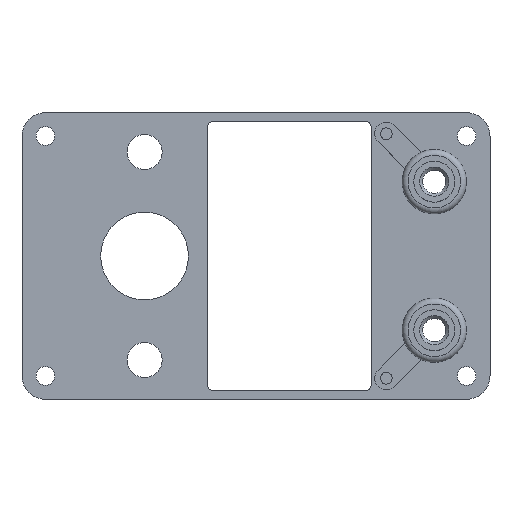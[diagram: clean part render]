
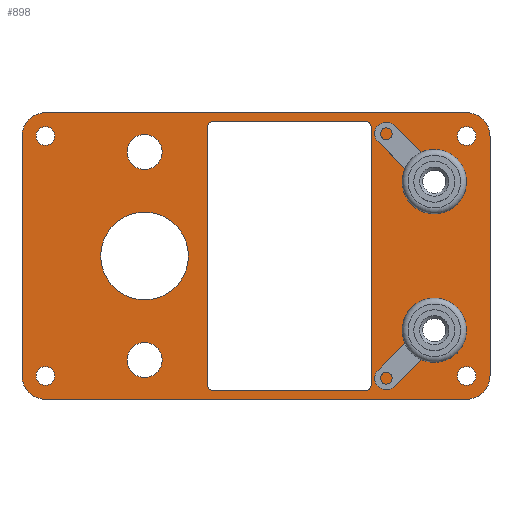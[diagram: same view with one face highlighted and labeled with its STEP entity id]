
A CAD part, top view. The second image highlights one B-rep face of the part: STEP entity #898.
In plain terms, the highlighted planar face has unit normal (0, 0, 1).
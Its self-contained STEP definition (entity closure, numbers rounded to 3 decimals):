
#43 = VERTEX_POINT('',#44);
#44 = CARTESIAN_POINT('',(-40.,-20.5,0.));
#50 = EDGE_CURVE('',#43,#51,#53,.T.);
#51 = VERTEX_POINT('',#52);
#52 = CARTESIAN_POINT('',(-40.,20.5,0.));
#53 = LINE('',#54,#55);
#54 = CARTESIAN_POINT('',(-40.,-20.5,0.));
#55 = VECTOR('',#56,1.);
#56 = DIRECTION('',(0.,1.,0.));
#81 = EDGE_CURVE('',#51,#82,#84,.T.);
#82 = VERTEX_POINT('',#83);
#83 = CARTESIAN_POINT('',(-36.,24.5,0.));
#84 = CIRCLE('',#85,4.001);
#85 = AXIS2_PLACEMENT_3D('',#86,#87,#88);
#86 = CARTESIAN_POINT('',(-35.999,20.499,0.));
#87 = DIRECTION('',(0.,0.,-1.));
#88 = DIRECTION('',(-1.,0.,0.));
#114 = EDGE_CURVE('',#82,#115,#117,.T.);
#115 = VERTEX_POINT('',#116);
#116 = CARTESIAN_POINT('',(36.,24.5,0.));
#117 = LINE('',#118,#119);
#118 = CARTESIAN_POINT('',(-36.,24.5,0.));
#119 = VECTOR('',#120,1.);
#120 = DIRECTION('',(1.,0.,0.));
#145 = EDGE_CURVE('',#115,#146,#148,.T.);
#146 = VERTEX_POINT('',#147);
#147 = CARTESIAN_POINT('',(40.,20.5,0.));
#148 = CIRCLE('',#149,4.001);
#149 = AXIS2_PLACEMENT_3D('',#150,#151,#152);
#150 = CARTESIAN_POINT('',(35.999,20.499,0.));
#151 = DIRECTION('',(0.,0.,-1.));
#152 = DIRECTION('',(0.,1.,0.));
#178 = EDGE_CURVE('',#146,#179,#181,.T.);
#179 = VERTEX_POINT('',#180);
#180 = CARTESIAN_POINT('',(40.,-20.5,0.));
#181 = LINE('',#182,#183);
#182 = CARTESIAN_POINT('',(40.,20.5,0.));
#183 = VECTOR('',#184,1.);
#184 = DIRECTION('',(0.,-1.,0.));
#209 = EDGE_CURVE('',#179,#210,#212,.T.);
#210 = VERTEX_POINT('',#211);
#211 = CARTESIAN_POINT('',(36.,-24.5,0.));
#212 = CIRCLE('',#213,4.001);
#213 = AXIS2_PLACEMENT_3D('',#214,#215,#216);
#214 = CARTESIAN_POINT('',(35.999,-20.499,0.));
#215 = DIRECTION('',(0.,0.,-1.));
#216 = DIRECTION('',(1.,0.,0.));
#242 = EDGE_CURVE('',#210,#243,#245,.T.);
#243 = VERTEX_POINT('',#244);
#244 = CARTESIAN_POINT('',(-36.,-24.5,0.));
#245 = LINE('',#246,#247);
#246 = CARTESIAN_POINT('',(36.,-24.5,0.));
#247 = VECTOR('',#248,1.);
#248 = DIRECTION('',(-1.,0.,0.));
#273 = EDGE_CURVE('',#243,#43,#274,.T.);
#274 = CIRCLE('',#275,4.001);
#275 = AXIS2_PLACEMENT_3D('',#276,#277,#278);
#276 = CARTESIAN_POINT('',(-35.999,-20.499,0.));
#277 = DIRECTION('',(0.,0.,-1.));
#278 = DIRECTION('',(0.,-1.,0.));
#299 = VERTEX_POINT('',#300);
#300 = CARTESIAN_POINT('',(-34.4,-20.5,0.));
#306 = EDGE_CURVE('',#299,#299,#307,.T.);
#307 = CIRCLE('',#308,1.6);
#308 = AXIS2_PLACEMENT_3D('',#309,#310,#311);
#309 = CARTESIAN_POINT('',(-36.,-20.5,0.));
#310 = DIRECTION('',(0.,0.,1.));
#311 = DIRECTION('',(1.,0.,0.));
#332 = VERTEX_POINT('',#333);
#333 = CARTESIAN_POINT('',(-16.05,-17.78,0.));
#339 = EDGE_CURVE('',#332,#332,#340,.T.);
#340 = CIRCLE('',#341,3.);
#341 = AXIS2_PLACEMENT_3D('',#342,#343,#344);
#342 = CARTESIAN_POINT('',(-19.05,-17.78,0.));
#343 = DIRECTION('',(0.,0.,1.));
#344 = DIRECTION('',(1.,0.,0.));
#365 = VERTEX_POINT('',#366);
#366 = CARTESIAN_POINT('',(-34.4,20.5,0.));
#372 = EDGE_CURVE('',#365,#365,#373,.T.);
#373 = CIRCLE('',#374,1.6);
#374 = AXIS2_PLACEMENT_3D('',#375,#376,#377);
#375 = CARTESIAN_POINT('',(-36.,20.5,0.));
#376 = DIRECTION('',(0.,0.,1.));
#377 = DIRECTION('',(1.,0.,0.));
#398 = VERTEX_POINT('',#399);
#399 = CARTESIAN_POINT('',(-11.55,0.,0.));
#405 = EDGE_CURVE('',#398,#398,#406,.T.);
#406 = CIRCLE('',#407,7.5);
#407 = AXIS2_PLACEMENT_3D('',#408,#409,#410);
#408 = CARTESIAN_POINT('',(-19.05,0.,0.));
#409 = DIRECTION('',(0.,0.,1.));
#410 = DIRECTION('',(1.,0.,0.));
#431 = VERTEX_POINT('',#432);
#432 = CARTESIAN_POINT('',(-16.05,17.78,0.));
#438 = EDGE_CURVE('',#431,#431,#439,.T.);
#439 = CIRCLE('',#440,3.);
#440 = AXIS2_PLACEMENT_3D('',#441,#442,#443);
#441 = CARTESIAN_POINT('',(-19.05,17.78,0.));
#442 = DIRECTION('',(0.,0.,1.));
#443 = DIRECTION('',(1.,0.,0.));
#464 = VERTEX_POINT('',#465);
#465 = CARTESIAN_POINT('',(-8.285,-22.,0.));
#471 = EDGE_CURVE('',#464,#472,#474,.T.);
#472 = VERTEX_POINT('',#473);
#473 = CARTESIAN_POINT('',(-8.285,22.,0.));
#474 = LINE('',#475,#476);
#475 = CARTESIAN_POINT('',(-8.285,-22.,0.));
#476 = VECTOR('',#477,1.);
#477 = DIRECTION('',(0.,1.,0.));
#502 = EDGE_CURVE('',#472,#503,#505,.T.);
#503 = VERTEX_POINT('',#504);
#504 = CARTESIAN_POINT('',(-7.285,23.,0.));
#505 = CIRCLE('',#506,1.);
#506 = AXIS2_PLACEMENT_3D('',#507,#508,#509);
#507 = CARTESIAN_POINT('',(-7.285,22.,0.));
#508 = DIRECTION('',(0.,0.,-1.));
#509 = DIRECTION('',(-1.,0.,0.));
#535 = EDGE_CURVE('',#503,#536,#538,.T.);
#536 = VERTEX_POINT('',#537);
#537 = CARTESIAN_POINT('',(18.715,23.,0.));
#538 = LINE('',#539,#540);
#539 = CARTESIAN_POINT('',(-7.285,23.,0.));
#540 = VECTOR('',#541,1.);
#541 = DIRECTION('',(1.,0.,0.));
#566 = EDGE_CURVE('',#536,#567,#569,.T.);
#567 = VERTEX_POINT('',#568);
#568 = CARTESIAN_POINT('',(19.715,22.,0.));
#569 = CIRCLE('',#570,1.);
#570 = AXIS2_PLACEMENT_3D('',#571,#572,#573);
#571 = CARTESIAN_POINT('',(18.715,22.,0.));
#572 = DIRECTION('',(0.,0.,-1.));
#573 = DIRECTION('',(0.,1.,0.));
#599 = EDGE_CURVE('',#567,#600,#602,.T.);
#600 = VERTEX_POINT('',#601);
#601 = CARTESIAN_POINT('',(19.715,-22.,0.));
#602 = LINE('',#603,#604);
#603 = CARTESIAN_POINT('',(19.715,22.,0.));
#604 = VECTOR('',#605,1.);
#605 = DIRECTION('',(0.,-1.,0.));
#630 = EDGE_CURVE('',#600,#631,#633,.T.);
#631 = VERTEX_POINT('',#632);
#632 = CARTESIAN_POINT('',(18.715,-23.,0.));
#633 = CIRCLE('',#634,1.);
#634 = AXIS2_PLACEMENT_3D('',#635,#636,#637);
#635 = CARTESIAN_POINT('',(18.715,-22.,0.));
#636 = DIRECTION('',(0.,0.,-1.));
#637 = DIRECTION('',(1.,0.,0.));
#663 = EDGE_CURVE('',#631,#664,#666,.T.);
#664 = VERTEX_POINT('',#665);
#665 = CARTESIAN_POINT('',(-7.285,-23.,0.));
#666 = LINE('',#667,#668);
#667 = CARTESIAN_POINT('',(18.715,-23.,0.));
#668 = VECTOR('',#669,1.);
#669 = DIRECTION('',(-1.,0.,0.));
#694 = EDGE_CURVE('',#664,#464,#695,.T.);
#695 = CIRCLE('',#696,1.);
#696 = AXIS2_PLACEMENT_3D('',#697,#698,#699);
#697 = CARTESIAN_POINT('',(-7.285,-22.,0.));
#698 = DIRECTION('',(0.,0.,-1.));
#699 = DIRECTION('',(0.,-1.,0.));
#720 = VERTEX_POINT('',#721);
#721 = CARTESIAN_POINT('',(37.6,-20.5,0.));
#727 = EDGE_CURVE('',#720,#720,#728,.T.);
#728 = CIRCLE('',#729,1.6);
#729 = AXIS2_PLACEMENT_3D('',#730,#731,#732);
#730 = CARTESIAN_POINT('',(36.,-20.5,0.));
#731 = DIRECTION('',(0.,0.,1.));
#732 = DIRECTION('',(1.,0.,0.));
#753 = VERTEX_POINT('',#754);
#754 = CARTESIAN_POINT('',(34.23,-12.7,0.));
#760 = EDGE_CURVE('',#753,#753,#761,.T.);
#761 = CIRCLE('',#762,3.75);
#762 = AXIS2_PLACEMENT_3D('',#763,#764,#765);
#763 = CARTESIAN_POINT('',(30.48,-12.7,0.));
#764 = DIRECTION('',(0.,0.,1.));
#765 = DIRECTION('',(1.,0.,0.));
#786 = VERTEX_POINT('',#787);
#787 = CARTESIAN_POINT('',(34.23,12.7,0.));
#793 = EDGE_CURVE('',#786,#786,#794,.T.);
#794 = CIRCLE('',#795,3.75);
#795 = AXIS2_PLACEMENT_3D('',#796,#797,#798);
#796 = CARTESIAN_POINT('',(30.48,12.7,0.));
#797 = DIRECTION('',(0.,0.,1.));
#798 = DIRECTION('',(1.,0.,0.));
#819 = VERTEX_POINT('',#820);
#820 = CARTESIAN_POINT('',(37.6,20.5,0.));
#826 = EDGE_CURVE('',#819,#819,#827,.T.);
#827 = CIRCLE('',#828,1.6);
#828 = AXIS2_PLACEMENT_3D('',#829,#830,#831);
#829 = CARTESIAN_POINT('',(36.,20.5,0.));
#830 = DIRECTION('',(0.,0.,1.));
#831 = DIRECTION('',(1.,0.,0.));
#898 = ADVANCED_FACE('',(#899,#909,#912,#915,#918,#921,#924,#934,#937,
    #940,#943),#946,.T.);
#899 = FACE_BOUND('',#900,.F.);
#900 = EDGE_LOOP('',(#901,#902,#903,#904,#905,#906,#907,#908));
#901 = ORIENTED_EDGE('',*,*,#50,.T.);
#902 = ORIENTED_EDGE('',*,*,#81,.T.);
#903 = ORIENTED_EDGE('',*,*,#114,.T.);
#904 = ORIENTED_EDGE('',*,*,#145,.T.);
#905 = ORIENTED_EDGE('',*,*,#178,.T.);
#906 = ORIENTED_EDGE('',*,*,#209,.T.);
#907 = ORIENTED_EDGE('',*,*,#242,.T.);
#908 = ORIENTED_EDGE('',*,*,#273,.T.);
#909 = FACE_BOUND('',#910,.T.);
#910 = EDGE_LOOP('',(#911));
#911 = ORIENTED_EDGE('',*,*,#306,.F.);
#912 = FACE_BOUND('',#913,.T.);
#913 = EDGE_LOOP('',(#914));
#914 = ORIENTED_EDGE('',*,*,#339,.F.);
#915 = FACE_BOUND('',#916,.T.);
#916 = EDGE_LOOP('',(#917));
#917 = ORIENTED_EDGE('',*,*,#372,.F.);
#918 = FACE_BOUND('',#919,.T.);
#919 = EDGE_LOOP('',(#920));
#920 = ORIENTED_EDGE('',*,*,#405,.F.);
#921 = FACE_BOUND('',#922,.T.);
#922 = EDGE_LOOP('',(#923));
#923 = ORIENTED_EDGE('',*,*,#438,.F.);
#924 = FACE_BOUND('',#925,.T.);
#925 = EDGE_LOOP('',(#926,#927,#928,#929,#930,#931,#932,#933));
#926 = ORIENTED_EDGE('',*,*,#471,.T.);
#927 = ORIENTED_EDGE('',*,*,#502,.T.);
#928 = ORIENTED_EDGE('',*,*,#535,.T.);
#929 = ORIENTED_EDGE('',*,*,#566,.T.);
#930 = ORIENTED_EDGE('',*,*,#599,.T.);
#931 = ORIENTED_EDGE('',*,*,#630,.T.);
#932 = ORIENTED_EDGE('',*,*,#663,.T.);
#933 = ORIENTED_EDGE('',*,*,#694,.T.);
#934 = FACE_BOUND('',#935,.T.);
#935 = EDGE_LOOP('',(#936));
#936 = ORIENTED_EDGE('',*,*,#727,.F.);
#937 = FACE_BOUND('',#938,.T.);
#938 = EDGE_LOOP('',(#939));
#939 = ORIENTED_EDGE('',*,*,#760,.F.);
#940 = FACE_BOUND('',#941,.T.);
#941 = EDGE_LOOP('',(#942));
#942 = ORIENTED_EDGE('',*,*,#793,.F.);
#943 = FACE_BOUND('',#944,.T.);
#944 = EDGE_LOOP('',(#945));
#945 = ORIENTED_EDGE('',*,*,#826,.F.);
#946 = PLANE('',#947);
#947 = AXIS2_PLACEMENT_3D('',#948,#949,#950);
#948 = CARTESIAN_POINT('',(-40.,-20.5,0.));
#949 = DIRECTION('',(0.,0.,1.));
#950 = DIRECTION('',(1.,0.,0.));
